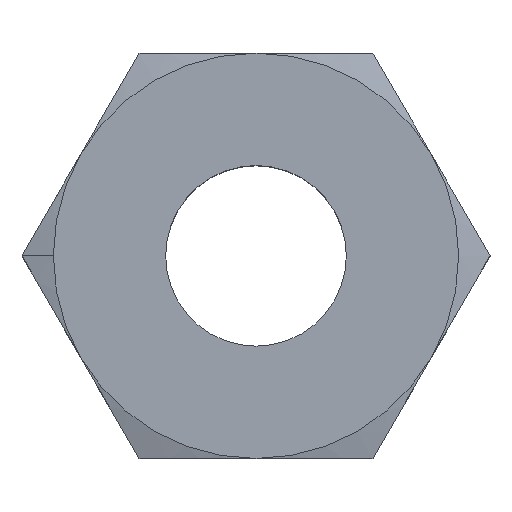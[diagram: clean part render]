
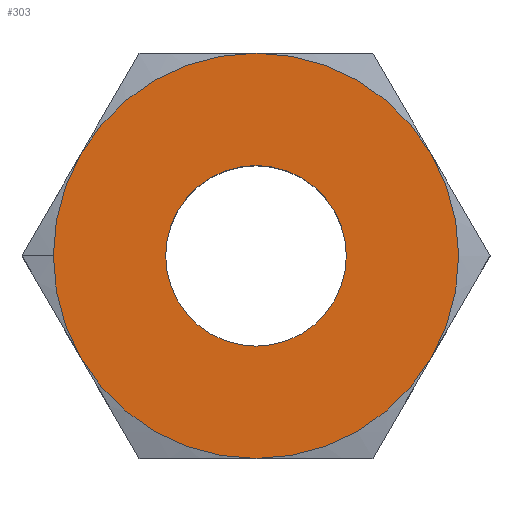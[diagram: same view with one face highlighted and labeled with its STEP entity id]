
A CAD part, top view. The second image highlights one B-rep face of the part: STEP entity #303.
In plain terms, the highlighted planar face has unit normal (0, 0, 1).
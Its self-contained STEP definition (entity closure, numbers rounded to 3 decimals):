
#12 = EDGE_CURVE ( 'NONE', #583, #237, #68, .T. ) ;
#25 = DIRECTION ( 'NONE',  ( 0., 0., 1. ) ) ;
#30 = DIRECTION ( 'NONE',  ( 1., 0., 0. ) ) ;
#40 = DIRECTION ( 'NONE',  ( 1., 0., 0. ) ) ;
#41 = CARTESIAN_POINT ( 'NONE',  ( 0., 0., 1.245 ) ) ;
#68 = CIRCLE ( 'NONE', #693, 1.245 ) ;
#95 = CARTESIAN_POINT ( 'NONE',  ( 0., 0., 1.245 ) ) ;
#96 = DIRECTION ( 'NONE',  ( 1., 0., 0. ) ) ;
#104 = VERTEX_POINT ( 'NONE', #308 ) ;
#113 = ORIENTED_EDGE ( 'NONE', *, *, #578, .T. ) ;
#115 = EDGE_CURVE ( 'NONE', #507, #653, #703, .T. ) ;
#121 = AXIS2_PLACEMENT_3D ( 'NONE', #563, #555, #383 ) ;
#124 = CARTESIAN_POINT ( 'NONE',  ( 0., 0., 1.245 ) ) ;
#127 = ORIENTED_EDGE ( 'NONE', *, *, #700, .T. ) ;
#128 = CIRCLE ( 'NONE', #249, 2.794 ) ;
#130 = EDGE_LOOP ( 'NONE', ( #127, #313, #232, #689, #561, #708, #113 ) ) ;
#134 = DIRECTION ( 'NONE',  ( 0., 0., 1. ) ) ;
#140 = EDGE_CURVE ( 'NONE', #715, #642, #456, .T. ) ;
#162 = DIRECTION ( 'NONE',  ( 1., 0., 0. ) ) ;
#185 = CARTESIAN_POINT ( 'NONE',  ( 0., 0., 1.245 ) ) ;
#197 = AXIS2_PLACEMENT_3D ( 'NONE', #41, #514, #634 ) ;
#215 = AXIS2_PLACEMENT_3D ( 'NONE', #562, #625, #162 ) ;
#232 = ORIENTED_EDGE ( 'NONE', *, *, #140, .F. ) ;
#237 = VERTEX_POINT ( 'NONE', #709 ) ;
#244 = VERTEX_POINT ( 'NONE', #356 ) ;
#249 = AXIS2_PLACEMENT_3D ( 'NONE', #377, #731, #30 ) ;
#252 = CARTESIAN_POINT ( 'NONE',  ( 0., 0., 1.245 ) ) ;
#264 = AXIS2_PLACEMENT_3D ( 'NONE', #252, #25, #545 ) ;
#265 = DIRECTION ( 'NONE',  ( 1., 0., 0. ) ) ;
#290 = FACE_OUTER_BOUND ( 'NONE', #130, .T. ) ;
#292 = DIRECTION ( 'NONE',  ( 0., 0., 1. ) ) ;
#303 = ADVANCED_FACE ( 'NONE', ( #494, #290 ), #649, .T. ) ;
#304 = AXIS2_PLACEMENT_3D ( 'NONE', #632, #571, #40 ) ;
#308 = CARTESIAN_POINT ( 'NONE',  ( 2.42, -1.397, 1.245 ) ) ;
#310 = DIRECTION ( 'NONE',  ( 1., 0., 0. ) ) ;
#312 = CARTESIAN_POINT ( 'NONE',  ( -1.245, 0., 1.245 ) ) ;
#313 = ORIENTED_EDGE ( 'NONE', *, *, #730, .T. ) ;
#327 = CARTESIAN_POINT ( 'NONE',  ( -2.42, -1.397, 1.245 ) ) ;
#336 = CARTESIAN_POINT ( 'NONE',  ( -2.42, 1.397, 1.245 ) ) ;
#345 = CIRCLE ( 'NONE', #304, 2.794 ) ;
#356 = CARTESIAN_POINT ( 'NONE',  ( 2.42, 1.397, 1.245 ) ) ;
#364 = ORIENTED_EDGE ( 'NONE', *, *, #12, .F. ) ;
#365 = CARTESIAN_POINT ( 'NONE',  ( 0., 0., 1.245 ) ) ;
#377 = CARTESIAN_POINT ( 'NONE',  ( 0., 0., 1.245 ) ) ;
#383 = DIRECTION ( 'NONE',  ( 1., 0., 0. ) ) ;
#386 = CARTESIAN_POINT ( 'NONE',  ( 0., -2.794, 1.245 ) ) ;
#399 = CARTESIAN_POINT ( 'NONE',  ( -2.794, 0., 1.245 ) ) ;
#409 = EDGE_LOOP ( 'NONE', ( #655, #364 ) ) ;
#422 = VERTEX_POINT ( 'NONE', #386 ) ;
#441 = CIRCLE ( 'NONE', #264, 2.794 ) ;
#456 = CIRCLE ( 'NONE', #197, 2.794 ) ;
#457 = DIRECTION ( 'NONE',  ( 0., 0., 1. ) ) ;
#468 = AXIS2_PLACEMENT_3D ( 'NONE', #365, #134, #96 ) ;
#490 = EDGE_CURVE ( 'NONE', #653, #422, #551, .T. ) ;
#494 = FACE_BOUND ( 'NONE', #409, .T. ) ;
#507 = VERTEX_POINT ( 'NONE', #399 ) ;
#514 = DIRECTION ( 'NONE',  ( 0., 0., -1. ) ) ;
#528 = DIRECTION ( 'NONE',  ( 1., 0., 0. ) ) ;
#536 = DIRECTION ( 'NONE',  ( 0., 0., 1. ) ) ;
#545 = DIRECTION ( 'NONE',  ( 1., 0., 0. ) ) ;
#551 = CIRCLE ( 'NONE', #121, 2.794 ) ;
#555 = DIRECTION ( 'NONE',  ( 0., 0., 1. ) ) ;
#556 = AXIS2_PLACEMENT_3D ( 'NONE', #124, #292, #310 ) ;
#561 = ORIENTED_EDGE ( 'NONE', *, *, #115, .T. ) ;
#562 = CARTESIAN_POINT ( 'NONE',  ( 0., 0., 1.245 ) ) ;
#563 = CARTESIAN_POINT ( 'NONE',  ( 0., 0., 1.245 ) ) ;
#571 = DIRECTION ( 'NONE',  ( 0., 0., 1. ) ) ;
#578 = EDGE_CURVE ( 'NONE', #422, #104, #441, .T. ) ;
#583 = VERTEX_POINT ( 'NONE', #312 ) ;
#591 = AXIS2_PLACEMENT_3D ( 'NONE', #95, #457, #265 ) ;
#615 = EDGE_CURVE ( 'NONE', #715, #507, #128, .T. ) ;
#625 = DIRECTION ( 'NONE',  ( 0., 0., 1. ) ) ;
#628 = CIRCLE ( 'NONE', #591, 1.245 ) ;
#632 = CARTESIAN_POINT ( 'NONE',  ( 0., 0., 1.245 ) ) ;
#634 = DIRECTION ( 'NONE',  ( -1., 0., 0. ) ) ;
#642 = VERTEX_POINT ( 'NONE', #727 ) ;
#649 = PLANE ( 'NONE',  #556 ) ;
#653 = VERTEX_POINT ( 'NONE', #327 ) ;
#655 = ORIENTED_EDGE ( 'NONE', *, *, #665, .F. ) ;
#661 = CIRCLE ( 'NONE', #215, 2.794 ) ;
#665 = EDGE_CURVE ( 'NONE', #237, #583, #628, .T. ) ;
#689 = ORIENTED_EDGE ( 'NONE', *, *, #615, .T. ) ;
#693 = AXIS2_PLACEMENT_3D ( 'NONE', #185, #536, #528 ) ;
#700 = EDGE_CURVE ( 'NONE', #104, #244, #661, .T. ) ;
#703 = CIRCLE ( 'NONE', #468, 2.794 ) ;
#708 = ORIENTED_EDGE ( 'NONE', *, *, #490, .T. ) ;
#709 = CARTESIAN_POINT ( 'NONE',  ( 1.245, 0., 1.245 ) ) ;
#715 = VERTEX_POINT ( 'NONE', #336 ) ;
#727 = CARTESIAN_POINT ( 'NONE',  ( 0., 2.794, 1.245 ) ) ;
#730 = EDGE_CURVE ( 'NONE', #244, #642, #345, .T. ) ;
#731 = DIRECTION ( 'NONE',  ( 0., 0., 1. ) ) ;
